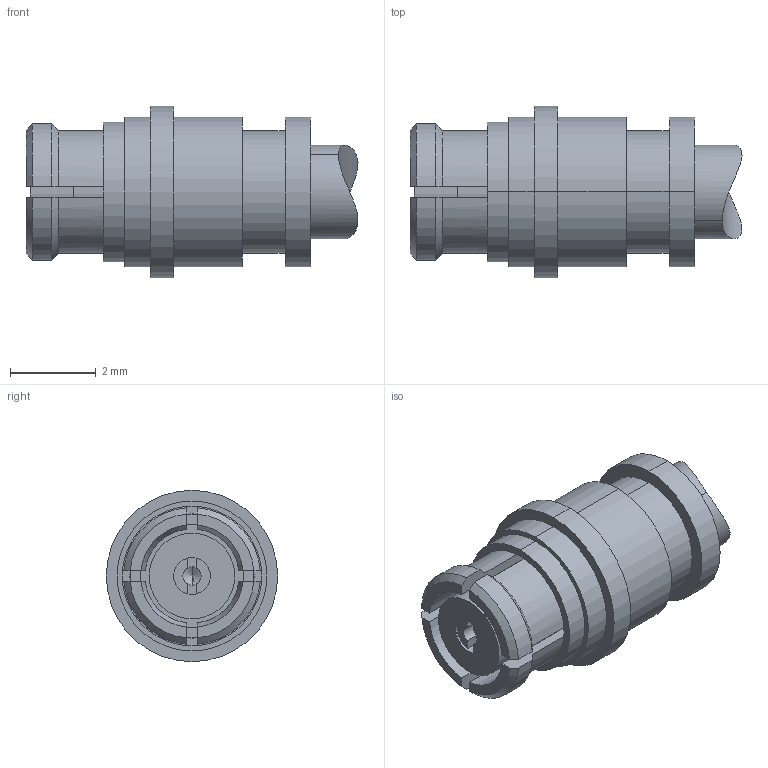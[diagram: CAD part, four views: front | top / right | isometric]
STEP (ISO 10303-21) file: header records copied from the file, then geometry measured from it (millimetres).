
FILE_DESCRIPTION (( 'STEP AP214' ), '1' );
FILE_NAME ('SC5180_3D.step', '2024-04-26T00:18:04', ( '' ), ( '' ), 'SwSTEP 2.0', 'SolidWorks 2022', '' );
FILE_SCHEMA (( 'AUTOMOTIVE_DESIGN' ));
Length unit declared in the file: inch
Products named in the file (6): SC5180_MA2; SC5180_MA5; SC5180_3D; SC5180_MA4; SC5180_MA3; SC5180_MA1
Assembly tree (5 placements, depth 2):
  SC5180_3D
    SC5180_MA2
    SC5180_MA1
    SC5180_MA3
    SC5180_MA4
    SC5180_MA5
Bounding box: 7.75 x 4 x 4 mm (x, y, z)
Volume: 49.4 mm3; surface area: 276.4 mm2
Topology: 5 solids, 5 shells, 121 faces, 298 edges, 192 vertices
Faces by surface type: cylinder 53, plane 46, cone 22
Entity records: 3986 total; most frequent: CARTESIAN_POINT 783, DIRECTION 658, ORIENTED_EDGE 588, EDGE_CURVE 294, AXIS2_PLACEMENT_3D 265, VERTEX_POINT 192, EDGE_LOOP 138, CIRCLE 136
